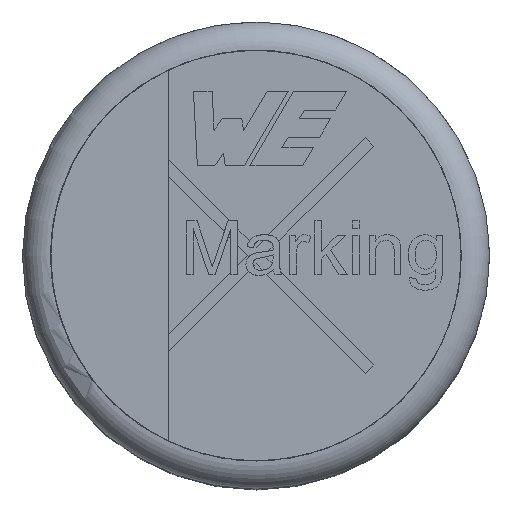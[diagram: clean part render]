
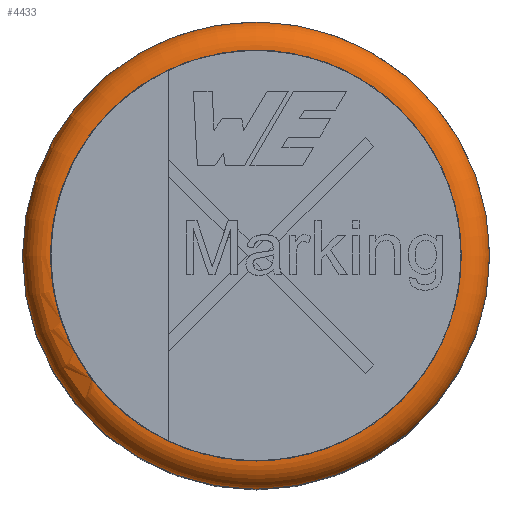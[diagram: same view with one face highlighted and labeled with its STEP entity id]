
A CAD part, top view. The second image highlights one B-rep face of the part: STEP entity #4433.
In plain terms, the highlighted toroidal (fillet/blend) face has major radius 3.519 mm and minor radius 0.481 mm.
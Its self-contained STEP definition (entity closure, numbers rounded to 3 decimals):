
#177=TOROIDAL_SURFACE('',#4690,3.519,0.481);
#1110=ORIENTED_EDGE('',*,*,#1759,.T.);
#1111=ORIENTED_EDGE('',*,*,#1907,.T.);
#1112=ORIENTED_EDGE('',*,*,#1905,.F.);
#1759=EDGE_CURVE('',#2194,#2193,#2481,.T.);
#1905=EDGE_CURVE('',#2311,#2311,#2482,.T.);
#1907=EDGE_CURVE('',#2193,#2194,#2484,.T.);
#2193=VERTEX_POINT('',#5844);
#2194=VERTEX_POINT('',#5846);
#2311=VERTEX_POINT('',#6571);
#2481=CIRCLE('',#4662,3.519);
#2482=CIRCLE('',#4688,4.);
#2484=CIRCLE('',#4691,3.519);
#2612=EDGE_LOOP('',(#1110,#1111));
#2613=EDGE_LOOP('',(#1112));
#2872=FACE_BOUND('',#2612,.T.);
#2873=FACE_BOUND('',#2613,.T.);
#4433=ADVANCED_FACE('',(#2872,#2873),#177,.T.);
#4662=AXIS2_PLACEMENT_3D('',#5845,#5036,#5037);
#4688=AXIS2_PLACEMENT_3D('',#6570,#5168,#5169);
#4690=AXIS2_PLACEMENT_3D('',#6574,#5172,#5173);
#4691=AXIS2_PLACEMENT_3D('',#6575,#5174,#5175);
#5036=DIRECTION('',(0.,0.,-1.));
#5037=DIRECTION('',(-1.,0.,0.));
#5168=DIRECTION('',(0.,0.,-1.));
#5169=DIRECTION('',(-1.,0.,0.));
#5172=DIRECTION('',(0.,0.,-1.));
#5173=DIRECTION('',(-1.,0.,0.));
#5174=DIRECTION('',(0.,0.,-1.));
#5175=DIRECTION('',(1.,0.,0.));
#5844=CARTESIAN_POINT('',(-1.5,-3.183,8.89));
#5845=CARTESIAN_POINT('',(0.,0.,8.89));
#5846=CARTESIAN_POINT('',(-1.5,3.183,8.89));
#6570=CARTESIAN_POINT('',(0.,0.,8.409));
#6571=CARTESIAN_POINT('',(-4.,0.,8.409));
#6574=CARTESIAN_POINT('',(0.,0.,8.409));
#6575=CARTESIAN_POINT('',(0.,0.,8.89));
